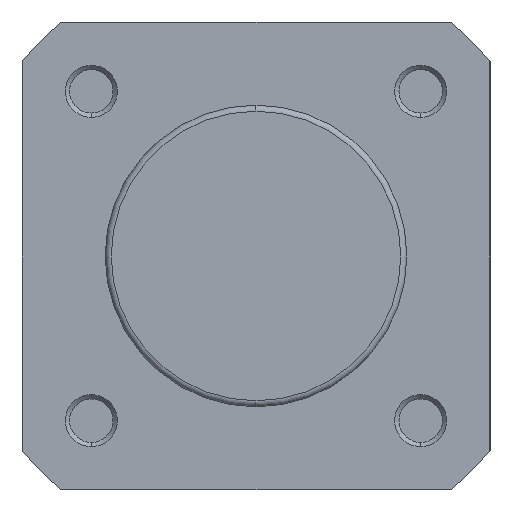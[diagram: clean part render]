
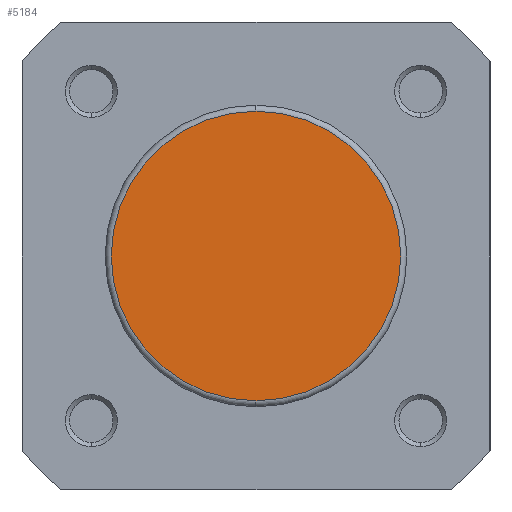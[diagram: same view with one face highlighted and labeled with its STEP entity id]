
A CAD part, left-side view. The second image highlights one B-rep face of the part: STEP entity #5184.
In plain terms, the highlighted planar face has unit normal (-1, 0, 0).
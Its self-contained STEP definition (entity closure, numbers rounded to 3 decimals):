
#483 = CARTESIAN_POINT ( 'NONE',  ( 0., 0., 0. ) ) ;
#484 = DIRECTION ( 'NONE',  ( -1., 0., 0. ) ) ;
#485 = DIRECTION ( 'NONE',  ( 0., 0., 1. ) ) ;
#636 = CARTESIAN_POINT ( 'NONE',  ( 0., 0., 0. ) ) ;
#643 = DIRECTION ( 'NONE',  ( -1., 0., 0. ) ) ;
#644 = DIRECTION ( 'NONE',  ( 0., 0., 1. ) ) ;
#1676 = FACE_OUTER_BOUND ( 'NONE', #5507, .T. ) ;
#2037 = CARTESIAN_POINT ( 'NONE',  ( 0., -17.4, 0. ) ) ;
#2038 = PLANE ( 'NONE',  #4825 ) ;
#2040 = DIRECTION ( 'NONE',  ( -1., 0., 0. ) ) ;
#2041 = DIRECTION ( 'NONE',  ( 0., 0., 1. ) ) ;
#2372 = CARTESIAN_POINT ( 'NONE',  ( 0., 0., 16.7 ) ) ;
#2453 = CARTESIAN_POINT ( 'NONE',  ( 0., 0., -16.7 ) ) ;
#2745 = VERTEX_POINT ( 'NONE', #2453 ) ;
#2785 = VERTEX_POINT ( 'NONE', #2372 ) ;
#4292 = EDGE_CURVE ( 'NONE', #2785, #2745, #4900, .T. ) ;
#4356 = EDGE_CURVE ( 'NONE', #2745, #2785, #5551, .T. ) ;
#4551 = AXIS2_PLACEMENT_3D ( 'NONE', #483, #484, #485 ) ;
#4582 = AXIS2_PLACEMENT_3D ( 'NONE', #636, #643, #644 ) ;
#4825 = AXIS2_PLACEMENT_3D ( 'NONE', #2037, #2040, #2041 ) ;
#4900 = CIRCLE ( 'NONE', #4551, 16.7 ) ;
#5184 = ADVANCED_FACE ( 'NONE', ( #1676 ), #2038, .T. ) ;
#5385 = ORIENTED_EDGE ( 'NONE', *, *, #4356, .T. ) ;
#5387 = ORIENTED_EDGE ( 'NONE', *, *, #4292, .T. ) ;
#5507 = EDGE_LOOP ( 'NONE', ( #5387, #5385 ) ) ;
#5551 = CIRCLE ( 'NONE', #4582, 16.7 ) ;
